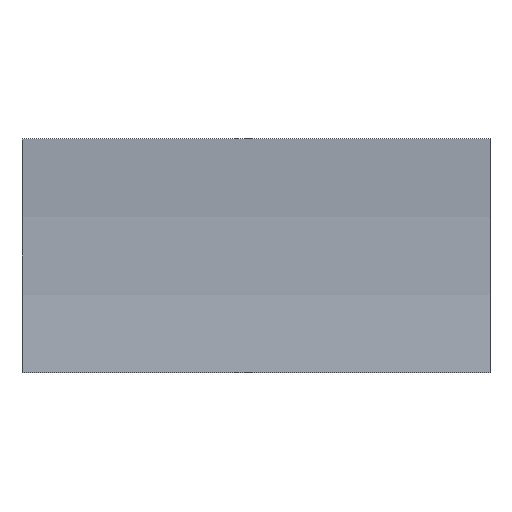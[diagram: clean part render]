
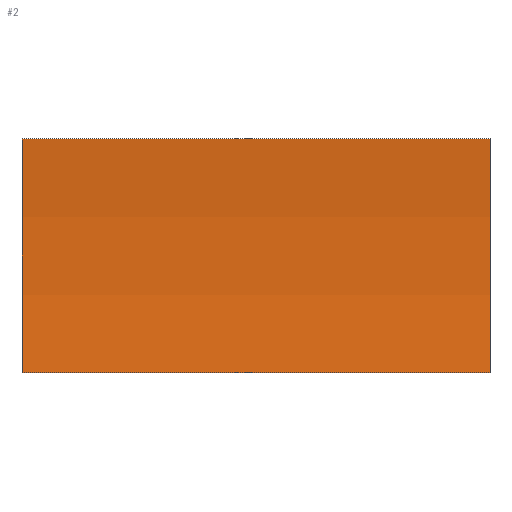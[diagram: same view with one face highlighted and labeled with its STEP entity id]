
A CAD part, left-side view. The second image highlights one B-rep face of the part: STEP entity #2.
In plain terms, the highlighted cylindrical face has radius 45.85 mm (diameter 91.7 mm), a partial arc.
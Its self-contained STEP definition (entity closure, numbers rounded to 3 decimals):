
#2 = ADVANCED_FACE ( 'NONE', ( #198 ), #201, .F. ) ;
#21 = DIRECTION ( 'NONE',  ( 0., 0., -1. ) ) ;
#22 = CARTESIAN_POINT ( 'NONE',  ( -2.273, 0., 10. ) ) ;
#26 = LINE ( 'NONE', #165, #137 ) ;
#29 = ORIENTED_EDGE ( 'NONE', *, *, #148, .T. ) ;
#39 = AXIS2_PLACEMENT_3D ( 'NONE', #143, #88, #53 ) ;
#44 = ORIENTED_EDGE ( 'NONE', *, *, #60, .F. ) ;
#45 = ORIENTED_EDGE ( 'NONE', *, *, #114, .F. ) ;
#48 = CIRCLE ( 'NONE', #39, 45.85 ) ;
#49 = ORIENTED_EDGE ( 'NONE', *, *, #122, .T. ) ;
#52 = AXIS2_PLACEMENT_3D ( 'NONE', #98, #167, #21 ) ;
#53 = DIRECTION ( 'NONE',  ( 0., 0., 1. ) ) ;
#60 = EDGE_CURVE ( 'NONE', #68, #169, #48, .T. ) ;
#65 = CARTESIAN_POINT ( 'NONE',  ( -2.273, 20., 10. ) ) ;
#68 = VERTEX_POINT ( 'NONE', #95 ) ;
#78 = EDGE_LOOP ( 'NONE', ( #49, #45, #44, #29 ) ) ;
#81 = VERTEX_POINT ( 'NONE', #22 ) ;
#88 = DIRECTION ( 'NONE',  ( 0., -1., 0. ) ) ;
#93 = LINE ( 'NONE', #108, #99 ) ;
#95 = CARTESIAN_POINT ( 'NONE',  ( -2.273, 20., 0. ) ) ;
#98 = CARTESIAN_POINT ( 'NONE',  ( -47.85, 20., 5. ) ) ;
#99 = VECTOR ( 'NONE', #152, 1000. ) ;
#101 = CARTESIAN_POINT ( 'NONE',  ( -2.273, 0., 0. ) ) ;
#103 = CIRCLE ( 'NONE', #188, 45.85 ) ;
#108 = CARTESIAN_POINT ( 'NONE',  ( -2.273, 20., 0. ) ) ;
#114 = EDGE_CURVE ( 'NONE', #169, #81, #26, .T. ) ;
#118 = DIRECTION ( 'NONE',  ( 0., -1., 0. ) ) ;
#122 = EDGE_CURVE ( 'NONE', #189, #81, #103, .T. ) ;
#127 = DIRECTION ( 'NONE',  ( 0., 0., 1. ) ) ;
#137 = VECTOR ( 'NONE', #118, 1000. ) ;
#143 = CARTESIAN_POINT ( 'NONE',  ( -47.85, 20., 5. ) ) ;
#148 = EDGE_CURVE ( 'NONE', #68, #189, #93, .T. ) ;
#152 = DIRECTION ( 'NONE',  ( 0., -1., 0. ) ) ;
#165 = CARTESIAN_POINT ( 'NONE',  ( -2.273, 20., 10. ) ) ;
#167 = DIRECTION ( 'NONE',  ( 0., -1., 0. ) ) ;
#168 = DIRECTION ( 'NONE',  ( 0., -1., 0. ) ) ;
#169 = VERTEX_POINT ( 'NONE', #65 ) ;
#188 = AXIS2_PLACEMENT_3D ( 'NONE', #194, #168, #127 ) ;
#189 = VERTEX_POINT ( 'NONE', #101 ) ;
#194 = CARTESIAN_POINT ( 'NONE',  ( -47.85, 0., 5. ) ) ;
#198 = FACE_OUTER_BOUND ( 'NONE', #78, .T. ) ;
#201 = CYLINDRICAL_SURFACE ( 'NONE', #52, 45.85 ) ;
